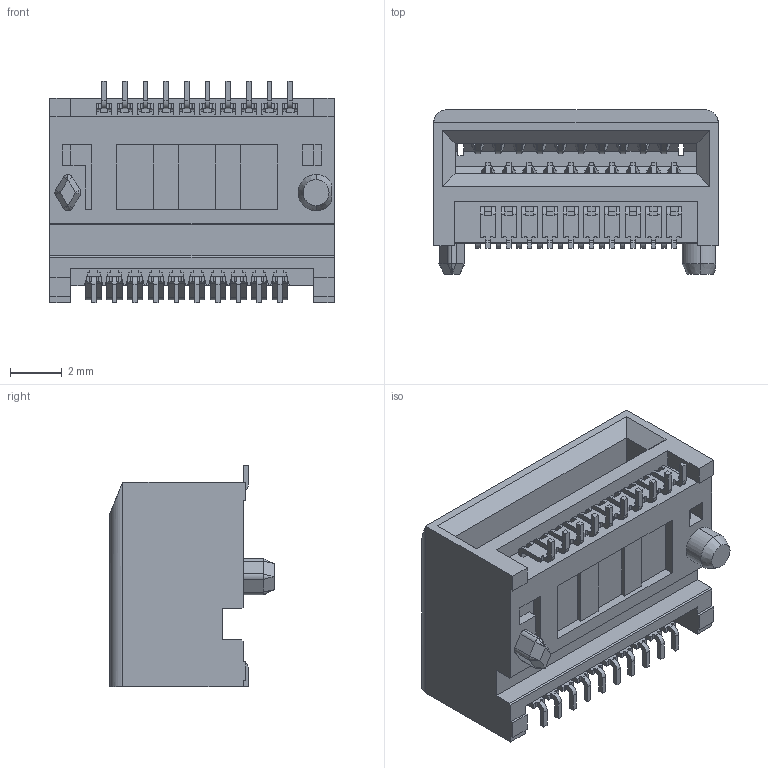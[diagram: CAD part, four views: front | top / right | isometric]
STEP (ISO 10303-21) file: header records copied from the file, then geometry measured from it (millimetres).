
FILE_DESCRIPTION (( 'STEP AP214' ), '1' );
FILE_NAME ('05-00317--A116404-001.STEP', '2020-04-10T12:34:33', ( '' ), ( '' ), 'SwSTEP 2.0', 'SolidWorks 2018', '' );
FILE_SCHEMA (( 'AUTOMOTIVE_DESIGN' ));
Length unit declared in the file: millimetre
Products named in the file (1): 05-00317--A116404-001
Bounding box: 11 x 6.35 x 8.55 mm (x, y, z)
Volume: 311 mm3; surface area: 661.7 mm2
Topology: 1 solids, 1 shells, 1375 faces, 4091 edges, 2716 vertices
Faces by surface type: plane 888, cylinder 480, cone 7
Entity records: 49303 total; most frequent: CARTESIAN_POINT 8924, ORIENTED_EDGE 8172, DIRECTION 7415, EDGE_CURVE 4086, VECTOR 3023, LINE 3023, VERTEX_POINT 2716, AXIS2_PLACEMENT_3D 2196
